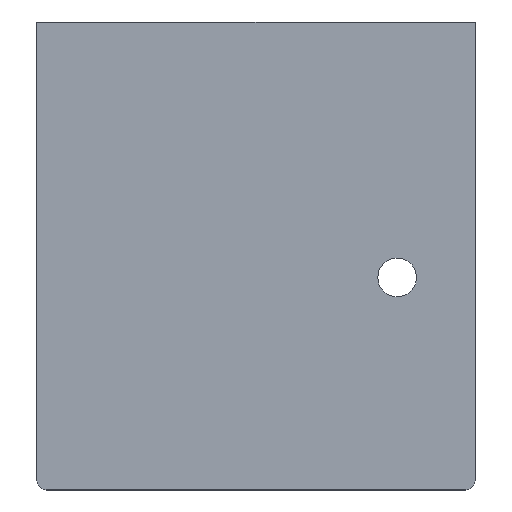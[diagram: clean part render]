
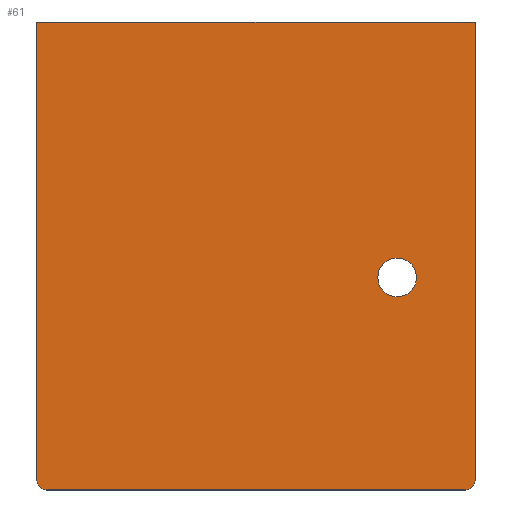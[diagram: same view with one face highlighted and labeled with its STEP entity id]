
A CAD part, top view. The second image highlights one B-rep face of the part: STEP entity #61.
In plain terms, the highlighted planar face has unit normal (0, 0, 1).
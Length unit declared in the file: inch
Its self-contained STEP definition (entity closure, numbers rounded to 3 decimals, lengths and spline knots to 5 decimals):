
#8 = ORIENTED_EDGE ( 'NONE', *, *, #242, .T. ) ;
#10 = EDGE_CURVE ( 'NONE', #149, #99, #83, .T. ) ;
#11 = FACE_OUTER_BOUND ( 'NONE', #151, .T. ) ;
#12 = DIRECTION ( 'NONE',  ( 1., 0., 0. ) ) ;
#14 = DIRECTION ( 'NONE',  ( 1., 0., 0. ) ) ;
#19 = AXIS2_PLACEMENT_3D ( 'NONE', #20, #47, #100 ) ;
#20 = CARTESIAN_POINT ( 'NONE',  ( 7.40625, -1.125, 0. ) ) ;
#24 = VERTEX_POINT ( 'NONE', #58 ) ;
#28 = ORIENTED_EDGE ( 'NONE', *, *, #93, .F. ) ;
#32 = CARTESIAN_POINT ( 'NONE',  ( -11.49375, -11.775, 0. ) ) ;
#37 = CARTESIAN_POINT ( 'NONE',  ( 7.40625, -1.125, 0. ) ) ;
#44 = EDGE_CURVE ( 'NONE', #113, #254, #205, .T. ) ;
#47 = DIRECTION ( 'NONE',  ( 0., 0., 1. ) ) ;
#51 = ORIENTED_EDGE ( 'NONE', *, *, #116, .T. ) ;
#53 = VERTEX_POINT ( 'NONE', #144 ) ;
#58 = CARTESIAN_POINT ( 'NONE',  ( 6.39062, -1.125, 0. ) ) ;
#59 = AXIS2_PLACEMENT_3D ( 'NONE', #224, #179, #326 ) ;
#60 = DIRECTION ( 'NONE',  ( 0., 0., 1. ) ) ;
#61 = ADVANCED_FACE ( 'NONE', ( #190, #11 ), #193, .T. ) ;
#62 = CARTESIAN_POINT ( 'NONE',  ( -10.99375, -11.775, 0. ) ) ;
#83 = LINE ( 'NONE', #186, #163 ) ;
#84 = AXIS2_PLACEMENT_3D ( 'NONE', #62, #85, #12 ) ;
#85 = DIRECTION ( 'NONE',  ( 0., 0., 1. ) ) ;
#92 = CARTESIAN_POINT ( 'NONE',  ( 11.49375, -12.275, 0. ) ) ;
#93 = EDGE_CURVE ( 'NONE', #107, #24, #232, .T. ) ;
#94 = CARTESIAN_POINT ( 'NONE',  ( 11.49375, 12.275, 0. ) ) ;
#99 = VERTEX_POINT ( 'NONE', #217 ) ;
#100 = DIRECTION ( 'NONE',  ( 1., 0., 0. ) ) ;
#105 = EDGE_LOOP ( 'NONE', ( #28, #330 ) ) ;
#107 = VERTEX_POINT ( 'NONE', #325 ) ;
#113 = VERTEX_POINT ( 'NONE', #32 ) ;
#116 = EDGE_CURVE ( 'NONE', #312, #149, #218, .T. ) ;
#119 = DIRECTION ( 'NONE',  ( 0., 0., 1. ) ) ;
#126 = CARTESIAN_POINT ( 'NONE',  ( -10.99375, -12.275, 0. ) ) ;
#135 = ORIENTED_EDGE ( 'NONE', *, *, #203, .T. ) ;
#136 = AXIS2_PLACEMENT_3D ( 'NONE', #37, #60, #14 ) ;
#139 = DIRECTION ( 'NONE',  ( 0., 1., 0. ) ) ;
#144 = CARTESIAN_POINT ( 'NONE',  ( 10.99375, -12.275, 0. ) ) ;
#149 = VERTEX_POINT ( 'NONE', #94 ) ;
#151 = EDGE_LOOP ( 'NONE', ( #210, #200, #8, #135, #51, #184 ) ) ;
#155 = LINE ( 'NONE', #303, #187 ) ;
#163 = VECTOR ( 'NONE', #165, 39.37008 ) ;
#165 = DIRECTION ( 'NONE',  ( -1., 0., 0. ) ) ;
#170 = EDGE_CURVE ( 'NONE', #99, #113, #155, .T. ) ;
#174 = DIRECTION ( 'NONE',  ( 1., 0., 0. ) ) ;
#179 = DIRECTION ( 'NONE',  ( 0., 0., 1. ) ) ;
#184 = ORIENTED_EDGE ( 'NONE', *, *, #10, .T. ) ;
#186 = CARTESIAN_POINT ( 'NONE',  ( 11.49375, 12.275, 0. ) ) ;
#187 = VECTOR ( 'NONE', #306, 39.37008 ) ;
#190 = FACE_BOUND ( 'NONE', #105, .T. ) ;
#193 = PLANE ( 'NONE',  #270 ) ;
#195 = EDGE_CURVE ( 'NONE', #24, #107, #286, .T. ) ;
#200 = ORIENTED_EDGE ( 'NONE', *, *, #44, .T. ) ;
#201 = CARTESIAN_POINT ( 'NONE',  ( -11.49375, -12.275, 0. ) ) ;
#203 = EDGE_CURVE ( 'NONE', #53, #312, #328, .T. ) ;
#205 = CIRCLE ( 'NONE', #84, 0.5 ) ;
#206 = VECTOR ( 'NONE', #174, 39.37008 ) ;
#210 = ORIENTED_EDGE ( 'NONE', *, *, #170, .T. ) ;
#217 = CARTESIAN_POINT ( 'NONE',  ( -11.49375, 12.275, 0. ) ) ;
#218 = LINE ( 'NONE', #92, #249 ) ;
#224 = CARTESIAN_POINT ( 'NONE',  ( 10.99375, -11.775, 0. ) ) ;
#229 = LINE ( 'NONE', #201, #206 ) ;
#232 = CIRCLE ( 'NONE', #136, 1.01563 ) ;
#240 = CARTESIAN_POINT ( 'NONE',  ( 11.49375, -11.775, 0. ) ) ;
#242 = EDGE_CURVE ( 'NONE', #254, #53, #229, .T. ) ;
#249 = VECTOR ( 'NONE', #139, 39.37008 ) ;
#254 = VERTEX_POINT ( 'NONE', #126 ) ;
#270 = AXIS2_PLACEMENT_3D ( 'NONE', #300, #119, #296 ) ;
#286 = CIRCLE ( 'NONE', #19, 1.01563 ) ;
#296 = DIRECTION ( 'NONE',  ( 1., 0., 0. ) ) ;
#300 = CARTESIAN_POINT ( 'NONE',  ( 0., 0., 0. ) ) ;
#303 = CARTESIAN_POINT ( 'NONE',  ( -11.49375, 12.275, 0. ) ) ;
#306 = DIRECTION ( 'NONE',  ( 0., -1., 0. ) ) ;
#312 = VERTEX_POINT ( 'NONE', #240 ) ;
#325 = CARTESIAN_POINT ( 'NONE',  ( 8.42187, -1.125, 0. ) ) ;
#326 = DIRECTION ( 'NONE',  ( 1., 0., 0. ) ) ;
#328 = CIRCLE ( 'NONE', #59, 0.5 ) ;
#330 = ORIENTED_EDGE ( 'NONE', *, *, #195, .F. ) ;
